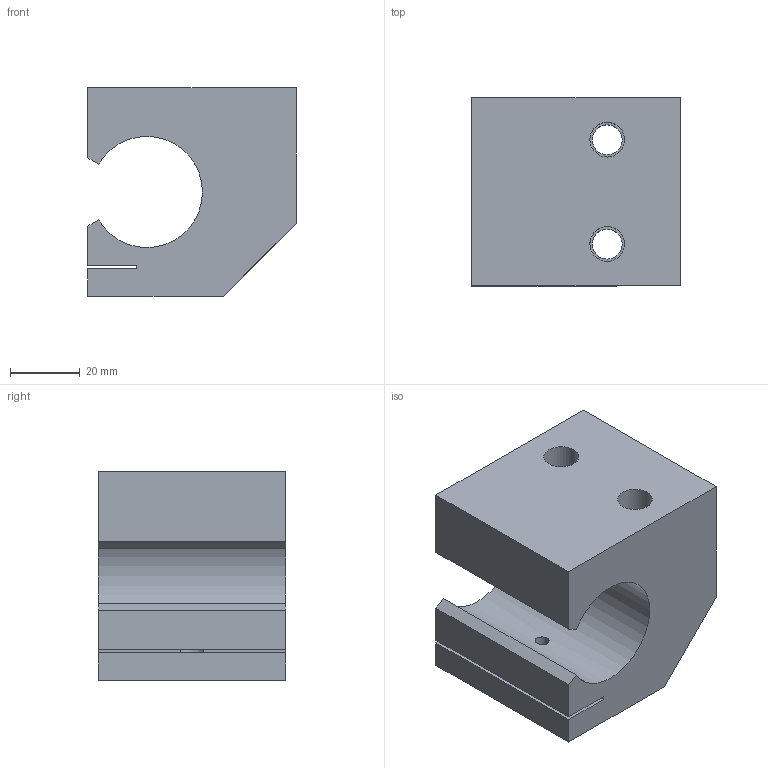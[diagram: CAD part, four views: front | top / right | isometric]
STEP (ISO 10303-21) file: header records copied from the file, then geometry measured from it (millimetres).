
FILE_DESCRIPTION( ( 'STEP AP214' ), '1' );
FILE_NAME( 'SGSE-20.stp', '2010-08-02T13:11:55', ( ' ' ), ( ' ' ), 'XStep 1.0', ' ', ' ' );
FILE_SCHEMA( ( 'CONFIG_CONTROL_DESIGN) ( )' ) );
Length unit declared in the file: metre
Products named in the file (1): 1
Bounding box: 60 x 54 x 60 mm (x, y, z)
Volume: 124404.3 mm3; surface area: 26610 mm2
Topology: 1 solids, 1 shells, 29 faces, 76 edges, 51 vertices
Faces by surface type: plane 20, cylinder 9
Full cylindrical faces by diameter (mm): 4 x1, 8 x1, 8.6 x2, 10 x2, 15 x2
Entity records: 1147 total; most frequent: CARTESIAN_POINT 196, DIRECTION 145, ORIENTED_EDGE 130, EDGE_CURVE 65, AXIS2_PLACEMENT_3D 51, VERTEX_POINT 48, EDGE_LOOP 47, LINE 43
